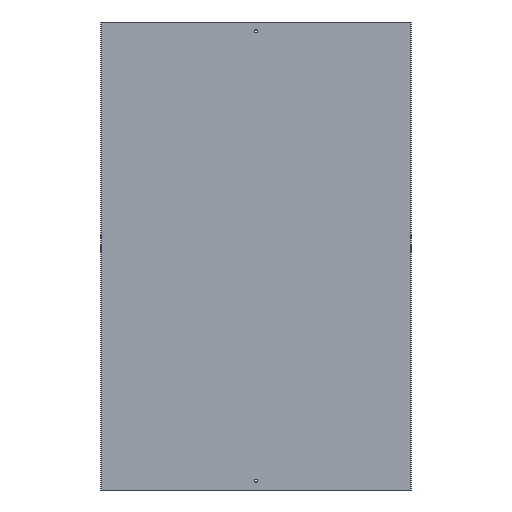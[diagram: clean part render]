
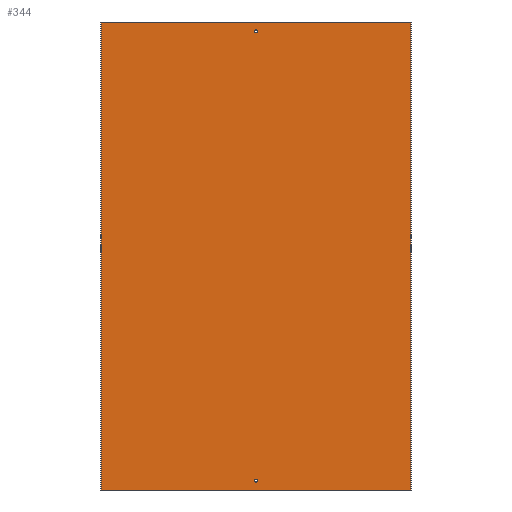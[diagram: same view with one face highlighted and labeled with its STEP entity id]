
A CAD part, front view. The second image highlights one B-rep face of the part: STEP entity #344.
In plain terms, the highlighted planar face has unit normal (0, -1, 0).
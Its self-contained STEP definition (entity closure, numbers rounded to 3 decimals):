
#29 = VERTEX_POINT ( 'NONE', #327 ) ;
#30 = VERTEX_POINT ( 'NONE', #313 ) ;
#39 = VERTEX_POINT ( 'NONE', #323 ) ;
#49 = AXIS2_PLACEMENT_3D ( 'NONE', #381, #379, #378 ) ;
#50 = AXIS2_PLACEMENT_3D ( 'NONE', #404, #374, #373 ) ;
#59 = EDGE_CURVE ( 'NONE', #30, #29, #284, .T. ) ;
#74 = EDGE_CURVE ( 'NONE', #39, #291, #194, .T. ) ;
#76 = EDGE_CURVE ( 'NONE', #140, #140, #190, .T. ) ;
#77 = EDGE_CURVE ( 'NONE', #139, #139, #186, .T. ) ;
#78 = EDGE_CURVE ( 'NONE', #291, #29, #188, .T. ) ;
#79 = EDGE_CURVE ( 'NONE', #39, #30, #187, .T. ) ;
#102 = AXIS2_PLACEMENT_3D ( 'NONE', #418, #351, #398 ) ;
#139 = VERTEX_POINT ( 'NONE', #431 ) ;
#140 = VERTEX_POINT ( 'NONE', #422 ) ;
#144 = FACE_BOUND ( 'NONE', #265, .T. ) ;
#158 = FACE_OUTER_BOUND ( 'NONE', #266, .T. ) ;
#160 = FACE_BOUND ( 'NONE', #277, .T. ) ;
#184 = VECTOR ( 'NONE', #376, 1000. ) ;
#185 = VECTOR ( 'NONE', #417, 1000. ) ;
#186 = CIRCLE ( 'NONE', #49, 2.5 ) ;
#187 = LINE ( 'NONE', #369, #185 ) ;
#188 = LINE ( 'NONE', #384, #184 ) ;
#190 = CIRCLE ( 'NONE', #50, 2.5 ) ;
#191 = VECTOR ( 'NONE', #383, 1000. ) ;
#194 = LINE ( 'NONE', #387, #191 ) ;
#232 = ORIENTED_EDGE ( 'NONE', *, *, #76, .F. ) ;
#233 = ORIENTED_EDGE ( 'NONE', *, *, #77, .F. ) ;
#234 = ORIENTED_EDGE ( 'NONE', *, *, #78, .T. ) ;
#235 = ORIENTED_EDGE ( 'NONE', *, *, #59, .F. ) ;
#236 = ORIENTED_EDGE ( 'NONE', *, *, #79, .F. ) ;
#237 = ORIENTED_EDGE ( 'NONE', *, *, #74, .T. ) ;
#265 = EDGE_LOOP ( 'NONE', ( #233 ) ) ;
#266 = EDGE_LOOP ( 'NONE', ( #234, #235, #236, #237 ) ) ;
#277 = EDGE_LOOP ( 'NONE', ( #232 ) ) ;
#282 = VECTOR ( 'NONE', #310, 1000. ) ;
#284 = LINE ( 'NONE', #322, #282 ) ;
#291 = VERTEX_POINT ( 'NONE', #413 ) ;
#310 = DIRECTION ( 'NONE',  ( 0., 0., -1. ) ) ;
#313 = CARTESIAN_POINT ( 'NONE',  ( 251., 0., 760. ) ) ;
#322 = CARTESIAN_POINT ( 'NONE',  ( 251., 0., 760. ) ) ;
#323 = CARTESIAN_POINT ( 'NONE',  ( -251., 0., 760. ) ) ;
#327 = CARTESIAN_POINT ( 'NONE',  ( 251., 0., 0. ) ) ;
#344 = ADVANCED_FACE ( 'NONE', ( #160, #144, #158 ), #437, .F. ) ;
#351 = DIRECTION ( 'NONE',  ( 0., 1., 0. ) ) ;
#369 = CARTESIAN_POINT ( 'NONE',  ( -251., 0., 760. ) ) ;
#373 = DIRECTION ( 'NONE',  ( 0., 0., 1. ) ) ;
#374 = DIRECTION ( 'NONE',  ( 0., -1., 0. ) ) ;
#376 = DIRECTION ( 'NONE',  ( 1., 0., 0. ) ) ;
#378 = DIRECTION ( 'NONE',  ( 0., 0., 1. ) ) ;
#379 = DIRECTION ( 'NONE',  ( 0., -1., 0. ) ) ;
#381 = CARTESIAN_POINT ( 'NONE',  ( 0., 0., 15. ) ) ;
#383 = DIRECTION ( 'NONE',  ( 0., 0., -1. ) ) ;
#384 = CARTESIAN_POINT ( 'NONE',  ( -251., 0., 0. ) ) ;
#387 = CARTESIAN_POINT ( 'NONE',  ( -251., 0., 760. ) ) ;
#398 = DIRECTION ( 'NONE',  ( 0., 0., 1. ) ) ;
#404 = CARTESIAN_POINT ( 'NONE',  ( 0., 0., 745. ) ) ;
#413 = CARTESIAN_POINT ( 'NONE',  ( -251., 0., 0. ) ) ;
#417 = DIRECTION ( 'NONE',  ( 1., 0., 0. ) ) ;
#418 = CARTESIAN_POINT ( 'NONE',  ( -251., 0., 760. ) ) ;
#422 = CARTESIAN_POINT ( 'NONE',  ( 0., 0., 747.5 ) ) ;
#431 = CARTESIAN_POINT ( 'NONE',  ( 0., 0., 17.5 ) ) ;
#437 = PLANE ( 'NONE',  #102 ) ;
